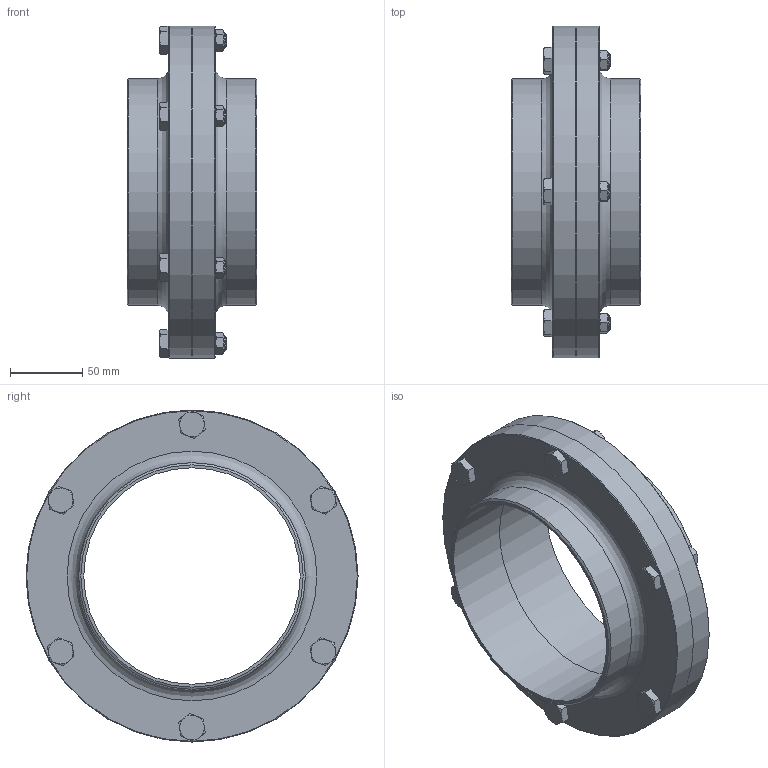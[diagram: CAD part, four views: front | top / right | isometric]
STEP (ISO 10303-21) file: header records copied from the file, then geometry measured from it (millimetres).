
FILE_DESCRIPTION((''),'2;1');
FILE_NAME('14500150X200.stp','2010-08-09T09:52:23',('thilbrands'),(''),'Autodesk Inventor 2008','Autodesk Inventor 2008','');
FILE_SCHEMA(('AUTOMOTIVE_DESIGN { 1 0 10303 214 1 1 1 1 }'));
Length unit declared in the file: millimetre
Products named in the file (6): 145000101200; 145100101-DN150; 11100010-DN150; 145200101-DN150; DIN 933 - ersetzt durch DIN EN 24017 M10  x 40; 28674 M8
Assembly tree (15 placements, depth 2):
  145000101200
    145100101-DN150
    11100010-DN150
    145200101-DN150
    DIN 933 - ersetzt durch DIN EN 24017 M10  x 40  x6
    28674 M8  x6
Bounding box: 90 x 230 x 230 mm (x, y, z)
Volume: 893587.4 mm3; surface area: 222483.4 mm2
Topology: 15 solids, 15 shells, 242 faces, 523 edges, 326 vertices
Faces by surface type: plane 117, cone 76, cylinder 28, bspline 20, torus 1
Full cylindrical faces by diameter (mm): 9.188 x6, 10 x6, 15.4 x6, 150 x2, 155 x2, 157 x2, 166.8 x1, 167 x1, 230 x2
Entity records: 2261 total; most frequent: CARTESIAN_POINT 654, DIRECTION 312, ORIENTED_EDGE 222, EDGE_LOOP 148, AXIS2_PLACEMENT_3D 147, EDGE_CURVE 111, VERTEX_POINT 93, FACE_BOUND 76
